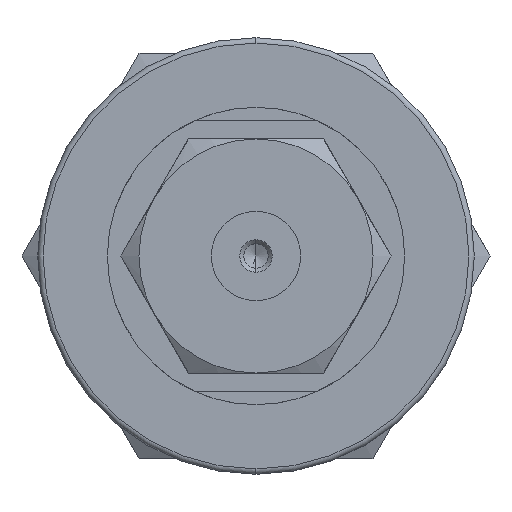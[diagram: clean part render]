
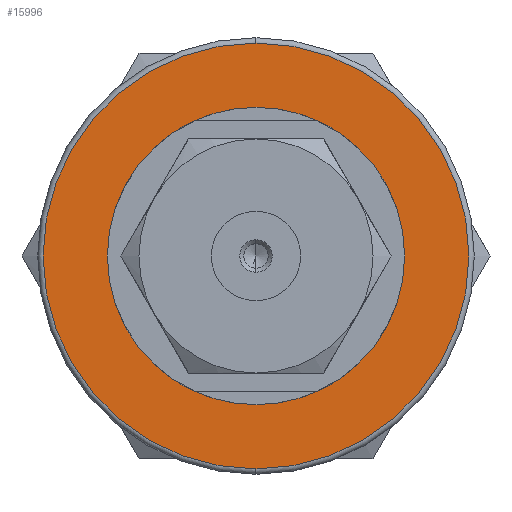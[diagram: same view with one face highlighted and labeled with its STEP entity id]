
A CAD part, left-side view. The second image highlights one B-rep face of the part: STEP entity #15996.
In plain terms, the highlighted planar face has unit normal (-1, 0, 0).
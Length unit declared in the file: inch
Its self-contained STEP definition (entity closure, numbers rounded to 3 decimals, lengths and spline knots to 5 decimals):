
#566 = DIRECTION ( 'NONE',  ( 1., 0., 0. ) ) ;
#1127 = CARTESIAN_POINT ( 'NONE',  ( -0.85374, 0., 0. ) ) ;
#1360 = DIRECTION ( 'NONE',  ( 0., 0., -1. ) ) ;
#2021 = FACE_BOUND ( 'NONE', #9892, .T. ) ;
#2127 = PLANE ( 'NONE',  #11226 ) ;
#3930 = ORIENTED_EDGE ( 'NONE', *, *, #7512, .F. ) ;
#4011 = AXIS2_PLACEMENT_3D ( 'NONE', #7426, #566, #5951 ) ;
#4149 = CARTESIAN_POINT ( 'NONE',  ( -0.85374, 0., -0.275 ) ) ;
#4549 = CIRCLE ( 'NONE', #9580, 0.394 ) ;
#4602 = EDGE_CURVE ( 'NONE', #6706, #20796, #18785, .T. ) ;
#4797 = DIRECTION ( 'NONE',  ( 0., 0., -1. ) ) ;
#5665 = DIRECTION ( 'NONE',  ( 1., 0., 0. ) ) ;
#5812 = CARTESIAN_POINT ( 'NONE',  ( -0.85374, 0.394, 0. ) ) ;
#5951 = DIRECTION ( 'NONE',  ( 0., 0., -1. ) ) ;
#6706 = VERTEX_POINT ( 'NONE', #15442 ) ;
#6882 = ORIENTED_EDGE ( 'NONE', *, *, #12777, .T. ) ;
#6900 = CARTESIAN_POINT ( 'NONE',  ( -0.85374, 0., 0.275 ) ) ;
#6929 = AXIS2_PLACEMENT_3D ( 'NONE', #7940, #13344, #4797 ) ;
#7252 = ORIENTED_EDGE ( 'NONE', *, *, #20947, .T. ) ;
#7426 = CARTESIAN_POINT ( 'NONE',  ( -0.85374, 0., 0. ) ) ;
#7512 = EDGE_CURVE ( 'NONE', #20796, #6706, #4549, .T. ) ;
#7940 = CARTESIAN_POINT ( 'NONE',  ( -0.85374, 0., 0. ) ) ;
#9580 = AXIS2_PLACEMENT_3D ( 'NONE', #15699, #5665, #19393 ) ;
#9892 = EDGE_LOOP ( 'NONE', ( #7252, #6882 ) ) ;
#11226 = AXIS2_PLACEMENT_3D ( 'NONE', #5812, #12240, #16157 ) ;
#11276 = VERTEX_POINT ( 'NONE', #6900 ) ;
#12240 = DIRECTION ( 'NONE',  ( 1., 0., 0. ) ) ;
#12777 = EDGE_CURVE ( 'NONE', #11276, #15205, #18382, .T. ) ;
#12937 = CIRCLE ( 'NONE', #14402, 0.275 ) ;
#13344 = DIRECTION ( 'NONE',  ( 1., 0., 0. ) ) ;
#14402 = AXIS2_PLACEMENT_3D ( 'NONE', #1127, #15074, #1360 ) ;
#14809 = ORIENTED_EDGE ( 'NONE', *, *, #4602, .F. ) ;
#15074 = DIRECTION ( 'NONE',  ( 1., 0., 0. ) ) ;
#15205 = VERTEX_POINT ( 'NONE', #4149 ) ;
#15442 = CARTESIAN_POINT ( 'NONE',  ( -0.85374, 0., 0.394 ) ) ;
#15699 = CARTESIAN_POINT ( 'NONE',  ( -0.85374, 0., 0. ) ) ;
#15996 = ADVANCED_FACE ( 'NONE', ( #17535, #2021 ), #2127, .F. ) ;
#16157 = DIRECTION ( 'NONE',  ( 0., 0., -1. ) ) ;
#17535 = FACE_OUTER_BOUND ( 'NONE', #18075, .T. ) ;
#18075 = EDGE_LOOP ( 'NONE', ( #3930, #14809 ) ) ;
#18092 = CARTESIAN_POINT ( 'NONE',  ( -0.85374, 0., -0.394 ) ) ;
#18382 = CIRCLE ( 'NONE', #4011, 0.275 ) ;
#18785 = CIRCLE ( 'NONE', #6929, 0.394 ) ;
#19393 = DIRECTION ( 'NONE',  ( 0., 0., -1. ) ) ;
#20796 = VERTEX_POINT ( 'NONE', #18092 ) ;
#20947 = EDGE_CURVE ( 'NONE', #15205, #11276, #12937, .T. ) ;
